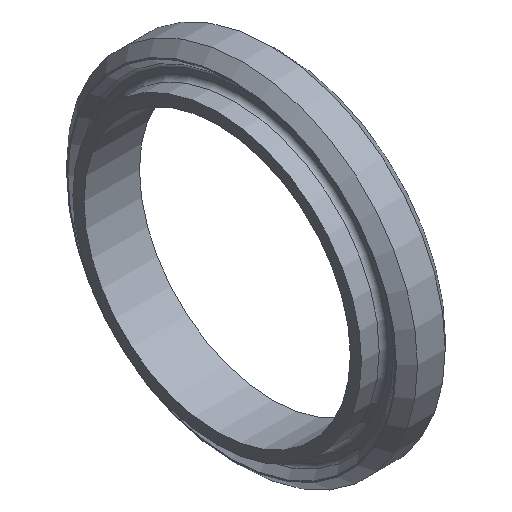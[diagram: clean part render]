
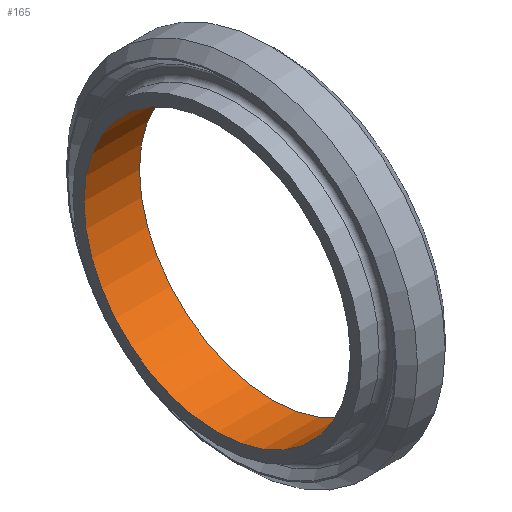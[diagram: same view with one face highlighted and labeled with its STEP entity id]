
A CAD part, isometric view. The second image highlights one B-rep face of the part: STEP entity #165.
In plain terms, the highlighted cylindrical face has radius 12 mm (diameter 24 mm), a full revolution.
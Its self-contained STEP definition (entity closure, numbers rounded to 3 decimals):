
#23=CYLINDRICAL_SURFACE('',#200,12.);
#39=ORIENTED_EDGE('',*,*,#65,.F.);
#40=ORIENTED_EDGE('',*,*,#64,.T.);
#64=EDGE_CURVE('',#78,#78,#92,.T.);
#65=EDGE_CURVE('',#79,#79,#93,.T.);
#78=VERTEX_POINT('',#294);
#79=VERTEX_POINT('',#297);
#92=CIRCLE('',#199,12.);
#93=CIRCLE('',#201,12.);
#109=EDGE_LOOP('',(#39));
#110=EDGE_LOOP('',(#40));
#137=FACE_BOUND('',#109,.T.);
#138=FACE_BOUND('',#110,.T.);
#165=ADVANCED_FACE('',(#137,#138),#23,.F.);
#199=AXIS2_PLACEMENT_3D('',#293,#241,#242);
#200=AXIS2_PLACEMENT_3D('',#295,#243,#244);
#201=AXIS2_PLACEMENT_3D('',#296,#245,#246);
#241=DIRECTION('',(-1.,0.,0.));
#242=DIRECTION('',(0.,0.,1.));
#243=DIRECTION('',(-1.,0.,0.));
#244=DIRECTION('',(0.,0.,1.));
#245=DIRECTION('',(-1.,0.,0.));
#246=DIRECTION('',(0.,0.,1.));
#293=CARTESIAN_POINT('',(-3.5,0.,0.));
#294=CARTESIAN_POINT('',(-3.5,0.,12.));
#295=CARTESIAN_POINT('',(0.,0.,0.));
#296=CARTESIAN_POINT('',(1.5,0.,0.));
#297=CARTESIAN_POINT('',(1.5,0.,12.));
